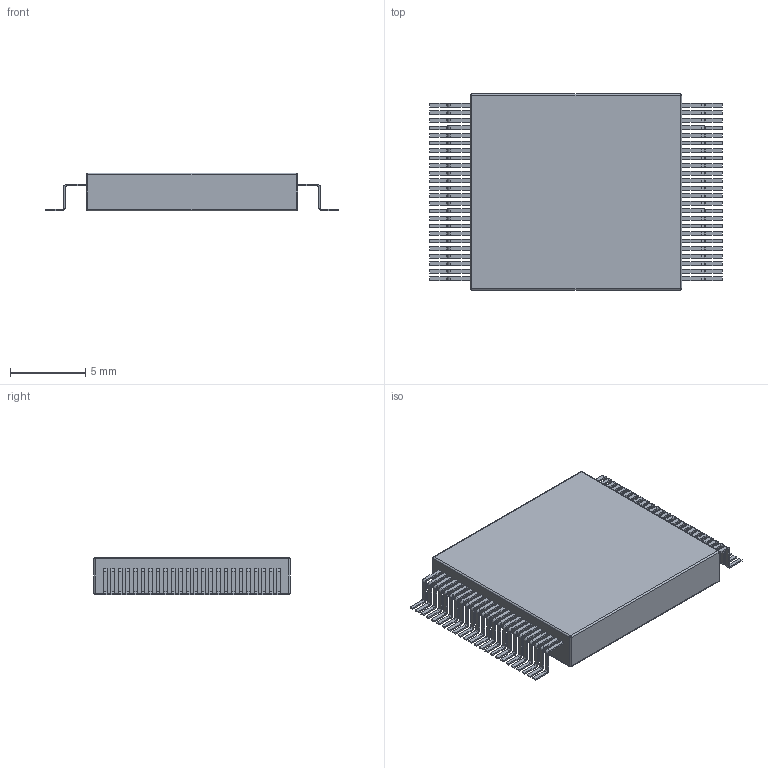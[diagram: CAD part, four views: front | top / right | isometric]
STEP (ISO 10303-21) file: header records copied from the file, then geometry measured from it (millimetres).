
FILE_DESCRIPTION(('Open CASCADE Model'),'2;1');
FILE_NAME('Open CASCADE Shape Model','2023-06-03T16:41:18',('Author'),( 'Open CASCADE'),'Open CASCADE STEP processor 6.8','Open CASCADE 6.8' ,'Unknown');
FILE_SCHEMA(('AUTOMOTIVE_DESIGN { 1 0 10303 214 1 1 1 1 }'));
Length unit declared in the file: millimetre
Products named in the file (6): PCB; Designator1; 7211082384; Body; Open_CASCADE_STEP_translator_6.8_1.1.1; Leader
Assembly tree (51 placements, depth 4):
  PCB
  Designator1
    7211082384
      Body
        Open_CASCADE_STEP_translator_6.8_1.1.1
      Leader  x48
Bounding box: 19.36 x 13 x 2.5 mm (x, y, z)
Volume: 459.8 mm3; surface area: 637.5 mm2
Topology: 49 solids, 49 shells, 1082 faces, 2168 edges, 1176 vertices
Faces by surface type: plane 870, cylinder 204, sphere 8
Entity records: 1656 total; most frequent: DIRECTION 324, CARTESIAN_POINT 240, ORIENTED_EDGE 184, AXIS2_PLACEMENT_3D 132, EDGE_CURVE 92, LINE 60, VECTOR 60, PRODUCT_DEFINITION_SHAPE 57
